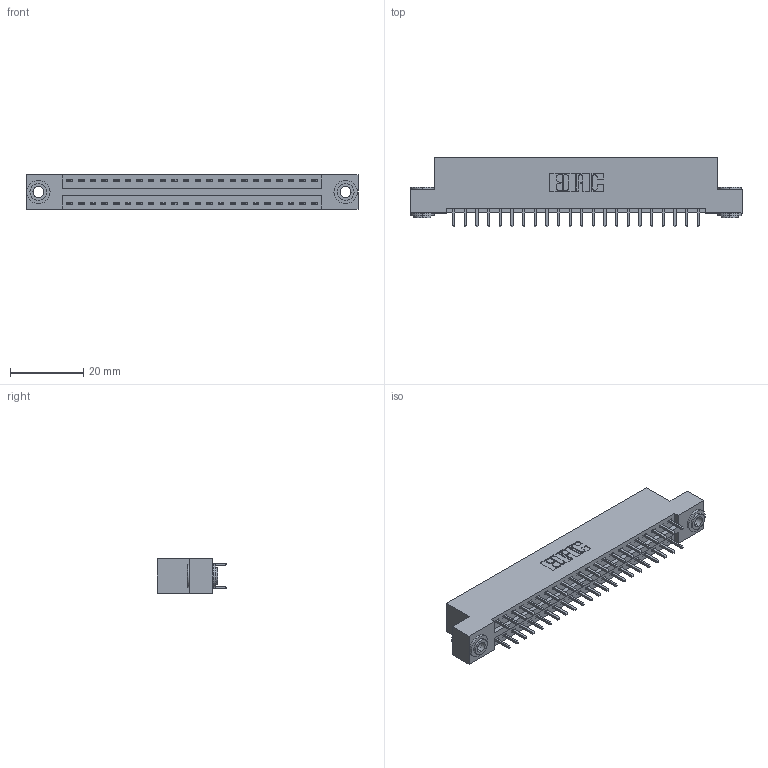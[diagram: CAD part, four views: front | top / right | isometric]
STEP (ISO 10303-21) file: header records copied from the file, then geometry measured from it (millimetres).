
FILE_DESCRIPTION (( 'STEP AP203' ), '1' );
FILE_NAME ('346-044-521-203.STEP', '2018-08-25T01:13:56', ( '' ), ( '' ), 'SwSTEP 2.0', 'SolidWorks 2016', '' );
FILE_SCHEMA (( 'CONFIG_CONTROL_DESIGN' ));
Length unit declared in the file: inch
Products named in the file (4): 345-250-002_345-250-002-102; 346-044-521-203; 346 Part_Flush Mounting Lugs - 0.156 Dia-TH; 345-292-001_345-293-121
Assembly tree (47 placements, depth 2):
  346-044-521-203
    346 Part_Flush Mounting Lugs - 0.156 Dia-TH
    345-292-001_345-293-121  x44
    345-250-002_345-250-002-102  x2
Bounding box: 90.42 x 19.05 x 9.4 mm (x, y, z)
Volume: 8663.6 mm3; surface area: 11687.5 mm2
Topology: 47 solids, 47 shells, 2448 faces, 7225 edges, 4754 vertices
Faces by surface type: plane 1626, cylinder 814, cone 8
Entity records: 17718 total; most frequent: CARTESIAN_POINT 2923, ORIENTED_EDGE 2850, DIRECTION 2659, EDGE_CURVE 1425, VECTOR 1181, LINE 1181, VERTEX_POINT 946, AXIS2_PLACEMENT_3D 739
